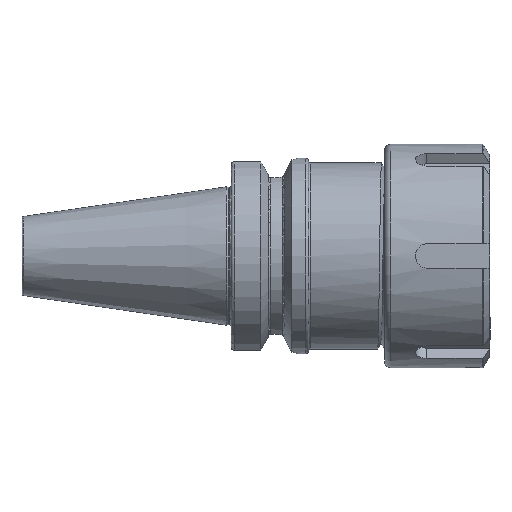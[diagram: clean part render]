
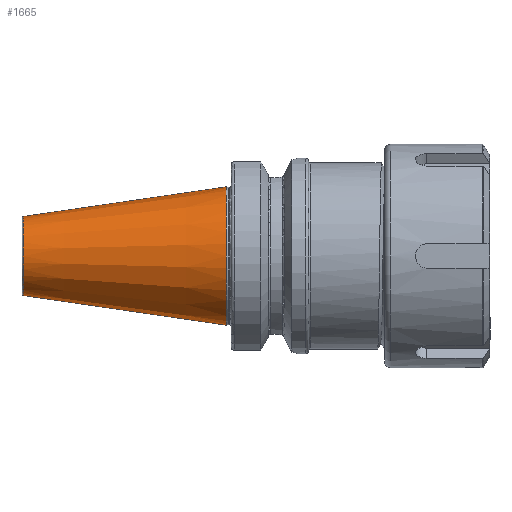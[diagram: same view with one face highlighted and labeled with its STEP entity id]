
A CAD part, front view. The second image highlights one B-rep face of the part: STEP entity #1665.
In plain terms, the highlighted conical face has half-angle 8.297 degrees and reference radius 22.298 mm.
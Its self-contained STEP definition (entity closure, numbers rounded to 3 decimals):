
#761 = EDGE_CURVE ( 'NONE', #7127, #7073, #9759, .T. ) ;
#832 = EDGE_CURVE ( 'NONE', #7085, #7188, #9773, .T. ) ;
#1665 = ADVANCED_FACE ( 'NONE', ( #15457 ), #15469, .T. ) ;
#2077 = EDGE_CURVE ( 'NONE', #7188, #7073, #21435, .T. ) ;
#2134 = EDGE_CURVE ( 'NONE', #7085, #7127, #21478, .T. ) ;
#2816 = AXIS2_PLACEMENT_3D ( 'NONE', #23407, #23404, #23409 ) ;
#3271 = AXIS2_PLACEMENT_3D ( 'NONE', #5017, #5063, #5035 ) ;
#3287 = AXIS2_PLACEMENT_3D ( 'NONE', #28922, #28916, #28942 ) ;
#5017 = CARTESIAN_POINT ( 'NONE',  ( -66.972, 0., 0. ) ) ;
#5035 = DIRECTION ( 'NONE',  ( 0., 0., -1. ) ) ;
#5063 = DIRECTION ( 'NONE',  ( 1., 0., 0. ) ) ;
#7073 = VERTEX_POINT ( 'NONE', #27733 ) ;
#7085 = VERTEX_POINT ( 'NONE', #27728 ) ;
#7127 = VERTEX_POINT ( 'NONE', #27802 ) ;
#7188 = VERTEX_POINT ( 'NONE', #27891 ) ;
#9624 = ORIENTED_EDGE ( 'NONE', *, *, #832, .F. ) ;
#9626 = ORIENTED_EDGE ( 'NONE', *, *, #761, .T. ) ;
#9650 = ORIENTED_EDGE ( 'NONE', *, *, #2134, .T. ) ;
#9671 = ORIENTED_EDGE ( 'NONE', *, *, #2077, .F. ) ;
#9759 = LINE ( 'NONE', #24741, #9760 ) ;
#9760 = VECTOR ( 'NONE', #24744, 1000. ) ;
#9773 = LINE ( 'NONE', #12746, #9786 ) ;
#9786 = VECTOR ( 'NONE', #12822, 1000. ) ;
#12746 = CARTESIAN_POINT ( 'NONE',  ( -1.5, 0., 22.298 ) ) ;
#12822 = DIRECTION ( 'NONE',  ( 0.99, 0., 0.144 ) ) ;
#13888 = EDGE_LOOP ( 'NONE', ( #9624, #9650, #9626, #9671 ) ) ;
#15457 = FACE_OUTER_BOUND ( 'NONE', #13888, .T. ) ;
#15469 = CONICAL_SURFACE ( 'NONE', #2816, 22.298, 0.145 ) ;
#21435 = CIRCLE ( 'NONE', #3287, 22.298 ) ;
#21478 = CIRCLE ( 'NONE', #3271, 12.75 ) ;
#23404 = DIRECTION ( 'NONE',  ( 1., 0., 0. ) ) ;
#23407 = CARTESIAN_POINT ( 'NONE',  ( -1.5, 0., 0. ) ) ;
#23409 = DIRECTION ( 'NONE',  ( 0., 0., -1. ) ) ;
#24741 = CARTESIAN_POINT ( 'NONE',  ( -1.5, 0., -22.298 ) ) ;
#24744 = DIRECTION ( 'NONE',  ( 0.99, 0., -0.144 ) ) ;
#27728 = CARTESIAN_POINT ( 'NONE',  ( -66.972, 0., 12.75 ) ) ;
#27733 = CARTESIAN_POINT ( 'NONE',  ( -1.5, 0., -22.298 ) ) ;
#27802 = CARTESIAN_POINT ( 'NONE',  ( -66.972, 0., -12.75 ) ) ;
#27891 = CARTESIAN_POINT ( 'NONE',  ( -1.5, 0., 22.298 ) ) ;
#28916 = DIRECTION ( 'NONE',  ( 1., 0., 0. ) ) ;
#28922 = CARTESIAN_POINT ( 'NONE',  ( -1.5, 0., 0. ) ) ;
#28942 = DIRECTION ( 'NONE',  ( 0., 0., -1. ) ) ;
